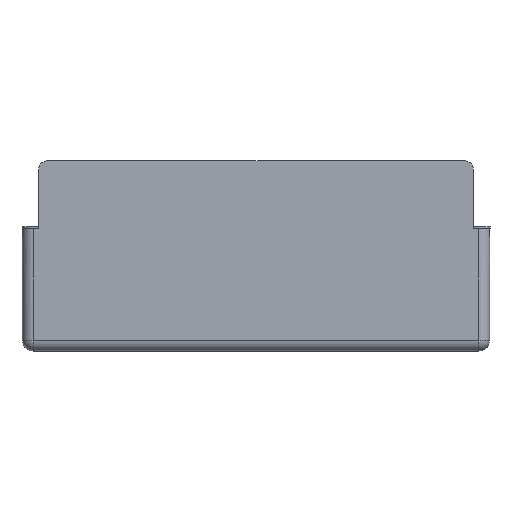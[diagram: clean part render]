
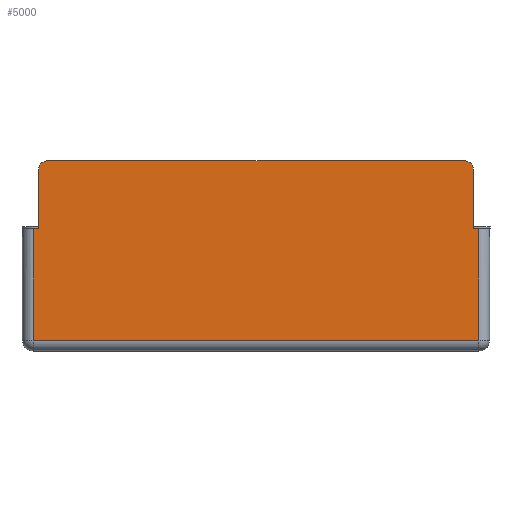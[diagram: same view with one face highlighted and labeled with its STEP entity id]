
A CAD part, left-side view. The second image highlights one B-rep face of the part: STEP entity #5000.
In plain terms, the highlighted planar face has unit normal (-1, 0, 0).
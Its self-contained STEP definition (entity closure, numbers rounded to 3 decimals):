
#55 = CARTESIAN_POINT ( 'NONE',  ( -16.5, 80., 25. ) ) ;
#176 = DIRECTION ( 'NONE',  ( 0., 0., 1. ) ) ;
#360 = CARTESIAN_POINT ( 'NONE',  ( -16.5, 80., 22. ) ) ;
#434 = CARTESIAN_POINT ( 'NONE',  ( -16.5, 77., 25. ) ) ;
#454 = LINE ( 'NONE', #5734, #5281 ) ;
#553 = VERTEX_POINT ( 'NONE', #4435 ) ;
#629 = AXIS2_PLACEMENT_3D ( 'NONE', #4422, #2086, #3866 ) ;
#775 = ORIENTED_EDGE ( 'NONE', *, *, #5707, .T. ) ;
#869 = ORIENTED_EDGE ( 'NONE', *, *, #1155, .T. ) ;
#1008 = CARTESIAN_POINT ( 'NONE',  ( -16.5, 82., -45. ) ) ;
#1155 = EDGE_CURVE ( 'NONE', #2950, #5748, #4772, .T. ) ;
#1331 = VERTEX_POINT ( 'NONE', #2642 ) ;
#1540 = VERTEX_POINT ( 'NONE', #5646 ) ;
#1617 = CARTESIAN_POINT ( 'NONE',  ( -16.5, -80., 22. ) ) ;
#1714 = LINE ( 'NONE', #55, #4195 ) ;
#1725 = EDGE_CURVE ( 'NONE', #5307, #4852, #2069, .T. ) ;
#1759 = EDGE_CURVE ( 'NONE', #1331, #1540, #4413, .T. ) ;
#1923 = VECTOR ( 'NONE', #4384, 1000. ) ;
#2017 = ORIENTED_EDGE ( 'NONE', *, *, #4358, .F. ) ;
#2069 = CIRCLE ( 'NONE', #629, 3. ) ;
#2086 = DIRECTION ( 'NONE',  ( -1., 0., 0. ) ) ;
#2124 = EDGE_CURVE ( 'NONE', #553, #5241, #3157, .T. ) ;
#2161 = ORIENTED_EDGE ( 'NONE', *, *, #5847, .T. ) ;
#2295 = LINE ( 'NONE', #5766, #3466 ) ;
#2358 = VECTOR ( 'NONE', #5526, 1000. ) ;
#2488 = VECTOR ( 'NONE', #5640, 1000. ) ;
#2642 = CARTESIAN_POINT ( 'NONE',  ( -16.5, -80., 0. ) ) ;
#2657 = VECTOR ( 'NONE', #5702, 1000. ) ;
#2744 = EDGE_LOOP ( 'NONE', ( #2017, #869, #5448, #3651, #3770, #4213, #5737, #775, #2161, #4290 ) ) ;
#2747 = CARTESIAN_POINT ( 'NONE',  ( -16.5, -82., -41. ) ) ;
#2771 = LINE ( 'NONE', #4761, #3351 ) ;
#2937 = CARTESIAN_POINT ( 'NONE',  ( -16.5, -77., 22. ) ) ;
#2940 = DIRECTION ( 'NONE',  ( 0., -1., 0. ) ) ;
#2949 = CARTESIAN_POINT ( 'NONE',  ( -16.5, -86., -41. ) ) ;
#2950 = VERTEX_POINT ( 'NONE', #1617 ) ;
#3034 = CARTESIAN_POINT ( 'NONE',  ( -16.5, 86., 0. ) ) ;
#3157 = LINE ( 'NONE', #5561, #2358 ) ;
#3158 = AXIS2_PLACEMENT_3D ( 'NONE', #2937, #3427, #3932 ) ;
#3160 = EDGE_CURVE ( 'NONE', #5307, #5748, #454, .T. ) ;
#3351 = VECTOR ( 'NONE', #3858, 1000. ) ;
#3392 = LINE ( 'NONE', #2949, #2657 ) ;
#3427 = DIRECTION ( 'NONE',  ( -1., 0., 0. ) ) ;
#3466 = VECTOR ( 'NONE', #176, 1000. ) ;
#3499 = CARTESIAN_POINT ( 'NONE',  ( -16.5, 86., -45. ) ) ;
#3573 = CARTESIAN_POINT ( 'NONE',  ( -16.5, 80., 0. ) ) ;
#3596 = AXIS2_PLACEMENT_3D ( 'NONE', #3499, #4914, #3944 ) ;
#3601 = EDGE_CURVE ( 'NONE', #553, #4132, #4609, .T. ) ;
#3651 = ORIENTED_EDGE ( 'NONE', *, *, #1725, .T. ) ;
#3770 = ORIENTED_EDGE ( 'NONE', *, *, #5626, .T. ) ;
#3853 = VERTEX_POINT ( 'NONE', #2747 ) ;
#3858 = DIRECTION ( 'NONE',  ( 0., 0., -1. ) ) ;
#3866 = DIRECTION ( 'NONE',  ( 0., -1., 0. ) ) ;
#3932 = DIRECTION ( 'NONE',  ( 0., -1., 0. ) ) ;
#3944 = DIRECTION ( 'NONE',  ( 0., -1., 0. ) ) ;
#4132 = VERTEX_POINT ( 'NONE', #5498 ) ;
#4195 = VECTOR ( 'NONE', #5659, 1000. ) ;
#4213 = ORIENTED_EDGE ( 'NONE', *, *, #2124, .F. ) ;
#4290 = ORIENTED_EDGE ( 'NONE', *, *, #1759, .F. ) ;
#4319 = CARTESIAN_POINT ( 'NONE',  ( -16.5, -77., 25. ) ) ;
#4358 = EDGE_CURVE ( 'NONE', #2950, #1331, #2771, .T. ) ;
#4384 = DIRECTION ( 'NONE',  ( 0., -1., 0. ) ) ;
#4413 = LINE ( 'NONE', #3034, #1923 ) ;
#4422 = CARTESIAN_POINT ( 'NONE',  ( -16.5, 77., 22. ) ) ;
#4435 = CARTESIAN_POINT ( 'NONE',  ( -16.5, 82., 0. ) ) ;
#4442 = PLANE ( 'NONE',  #3596 ) ;
#4609 = LINE ( 'NONE', #1008, #2488 ) ;
#4761 = CARTESIAN_POINT ( 'NONE',  ( -16.5, -80., 25. ) ) ;
#4772 = CIRCLE ( 'NONE', #3158, 3. ) ;
#4852 = VERTEX_POINT ( 'NONE', #360 ) ;
#4914 = DIRECTION ( 'NONE',  ( -1., 0., 0. ) ) ;
#5000 = ADVANCED_FACE ( 'NONE', ( #5398 ), #4442, .T. ) ;
#5241 = VERTEX_POINT ( 'NONE', #3573 ) ;
#5281 = VECTOR ( 'NONE', #2940, 1000. ) ;
#5307 = VERTEX_POINT ( 'NONE', #434 ) ;
#5398 = FACE_OUTER_BOUND ( 'NONE', #2744, .T. ) ;
#5448 = ORIENTED_EDGE ( 'NONE', *, *, #3160, .F. ) ;
#5498 = CARTESIAN_POINT ( 'NONE',  ( -16.5, 82., -41. ) ) ;
#5526 = DIRECTION ( 'NONE',  ( 0., -1., 0. ) ) ;
#5561 = CARTESIAN_POINT ( 'NONE',  ( -16.5, 86., 0. ) ) ;
#5626 = EDGE_CURVE ( 'NONE', #4852, #5241, #1714, .T. ) ;
#5640 = DIRECTION ( 'NONE',  ( 0., 0., -1. ) ) ;
#5646 = CARTESIAN_POINT ( 'NONE',  ( -16.5, -82., 0. ) ) ;
#5659 = DIRECTION ( 'NONE',  ( 0., 0., -1. ) ) ;
#5702 = DIRECTION ( 'NONE',  ( 0., -1., 0. ) ) ;
#5707 = EDGE_CURVE ( 'NONE', #4132, #3853, #3392, .T. ) ;
#5734 = CARTESIAN_POINT ( 'NONE',  ( -16.5, -80., 25. ) ) ;
#5737 = ORIENTED_EDGE ( 'NONE', *, *, #3601, .T. ) ;
#5748 = VERTEX_POINT ( 'NONE', #4319 ) ;
#5766 = CARTESIAN_POINT ( 'NONE',  ( -16.5, -82., -45. ) ) ;
#5847 = EDGE_CURVE ( 'NONE', #3853, #1540, #2295, .T. ) ;
